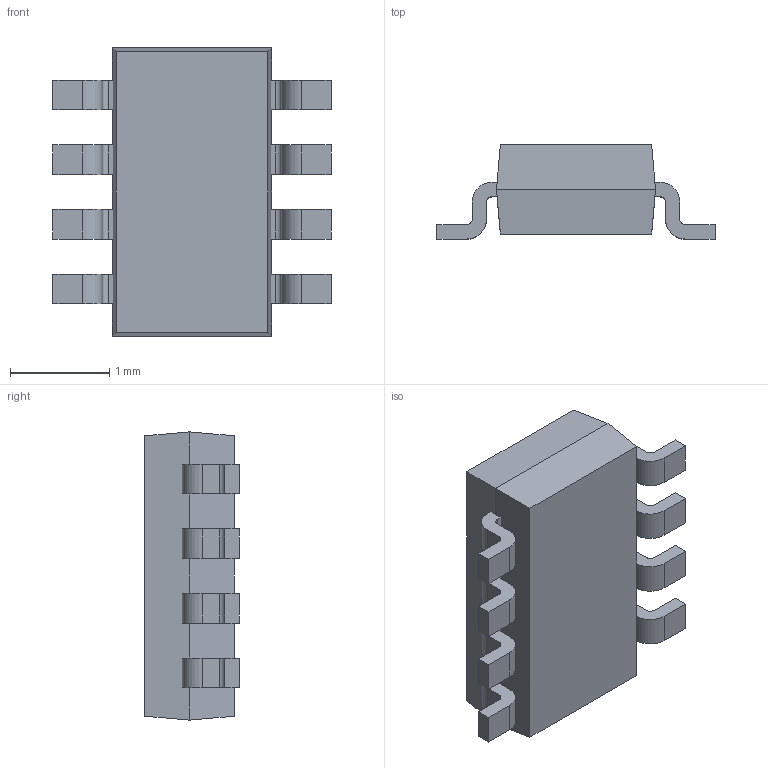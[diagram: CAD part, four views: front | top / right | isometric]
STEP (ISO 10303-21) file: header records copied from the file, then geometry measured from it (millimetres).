
FILE_DESCRIPTION (( 'STEP AP214' ), '1' );
FILE_NAME ('MP5493GJ-Z.STEP', '2025-05-15T13:27:15', ( '' ), ( '' ), 'SwSTEP 2.0', 'SolidWorks 2020', '' );
FILE_SCHEMA (( 'AUTOMOTIVE_DESIGN' ));
Length unit declared in the file: millimetre
Products named in the file (1): MP5493GJ-Z
Bounding box: 2.8 x 0.95 x 2.9 mm (x, y, z)
Volume: 4.3 mm3; surface area: 23.2 mm2
Topology: 1 solids, 1 shells, 117 faces, 338 edges, 224 vertices
Faces by surface type: plane 83, cylinder 34
Entity records: 3972 total; most frequent: CARTESIAN_POINT 680, ORIENTED_EDGE 676, DIRECTION 642, EDGE_CURVE 338, VECTOR 270, LINE 270, VERTEX_POINT 224, AXIS2_PLACEMENT_3D 186
